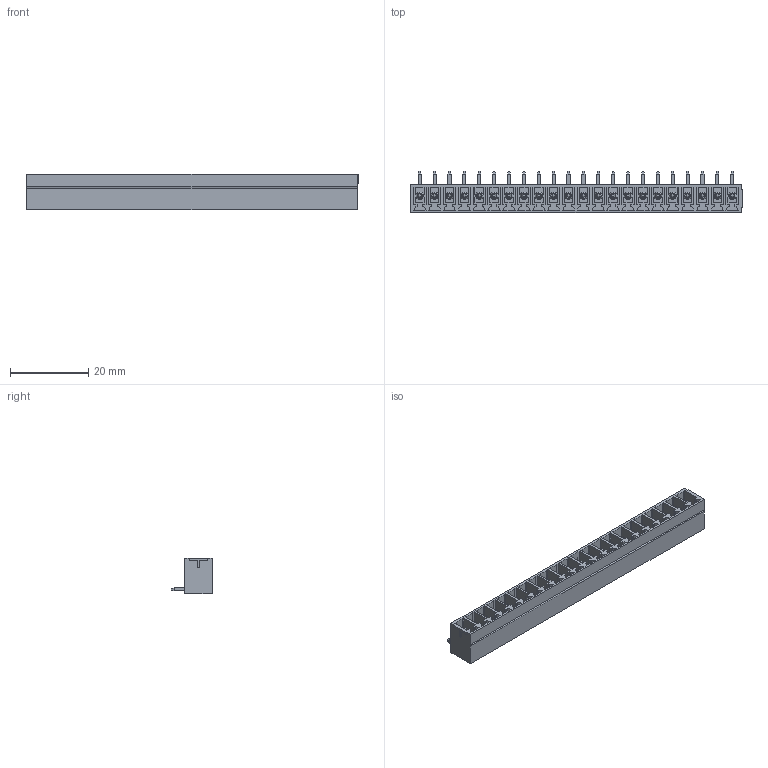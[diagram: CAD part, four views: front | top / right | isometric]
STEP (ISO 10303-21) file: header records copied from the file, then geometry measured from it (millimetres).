
FILE_DESCRIPTION( ( 'Unknown' ), '1' );
FILE_NAME( '691322310022.stp', 'Unknown', ( 'Unknown' ), ( 'Unknown' ), 'PSStep 14.0', 'Unknown', ' ' );
FILE_SCHEMA( ( 'AUTOMOTIVE_DESIGN { 1 0 10303 214 1 1 1 1 }' ) );
Length unit declared in the file: millimetre
Products named in the file (3): Assem1; 6913213000xx_PIN; 691321300022
Assembly tree (23 placements, depth 2):
  Assem1
    6913213000xx_PIN  x22
    691321300022
Bounding box: 85.01 x 10.7 x 9.2 mm (x, y, z)
Volume: 2737.9 mm3; surface area: 8165.5 mm2
Topology: 23 solids, 23 shells, 1344 faces, 3608 edges, 2332 vertices
Faces by surface type: plane 1231, cylinder 91, torus 22
Full cylindrical faces by diameter (mm): 1.9 x22
Entity records: 39459 total; most frequent: CARTESIAN_POINT 5624, ORIENTED_EDGE 5530, DIRECTION 4949, EDGE_CURVE 2765, LINE 2603, VECTOR 2603, VERTEX_POINT 1848, AXIS2_PLACEMENT_3D 1173
